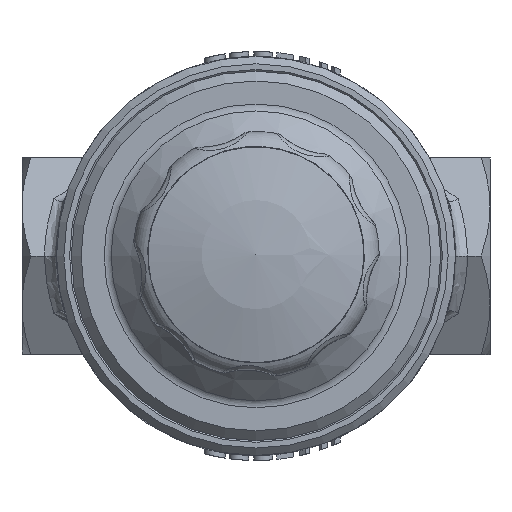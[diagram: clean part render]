
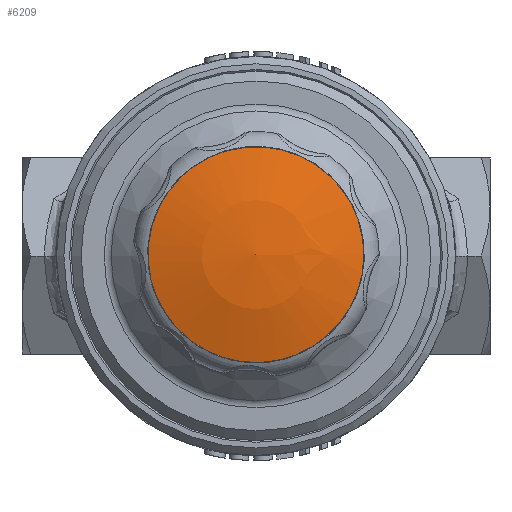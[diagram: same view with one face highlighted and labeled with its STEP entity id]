
A CAD part, top view. The second image highlights one B-rep face of the part: STEP entity #6209.
In plain terms, the highlighted spherical face has radius 70.266 mm.
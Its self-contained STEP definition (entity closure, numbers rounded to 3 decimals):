
#6178=CARTESIAN_POINT('',(12.981,15.975,223.286));
#6179=VERTEX_POINT('',#6178);
#6180=CARTESIAN_POINT('',(-2.,0.,223.286));
#6181=DIRECTION('',(0.,0.,1.0));
#6182=DIRECTION('',(0.684,0.729,0.));
#6183=AXIS2_PLACEMENT_3D('',#6180,#6181,#6182);
#6184=CIRCLE('',#6183,21.9);
#6185=EDGE_CURVE('',#6179,#6179,#6184,.T.);
#6201=CARTESIAN_POINT('',(-2.,0.,156.52));
#6202=DIRECTION('',(0.0,0.0,1.0));
#6203=DIRECTION('',(1.0,0.0,0.0));
#6204=AXIS2_PLACEMENT_3D('',#6201,#6202,#6203);
#6205=SPHERICAL_SURFACE('',#6204,70.266);
#6206=ORIENTED_EDGE('',*,*,#6185,.T.);
#6207=EDGE_LOOP('',(#6206));
#6208=FACE_OUTER_BOUND('',#6207,.T.);
#6209=ADVANCED_FACE('',(#6208),#6205,.T.);
